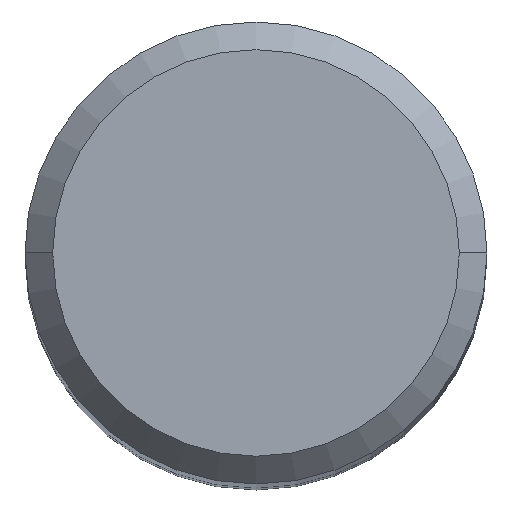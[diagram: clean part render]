
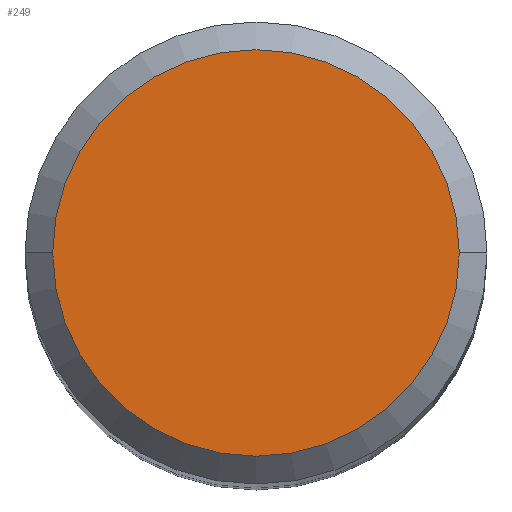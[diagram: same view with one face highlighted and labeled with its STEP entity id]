
A CAD part, top view. The second image highlights one B-rep face of the part: STEP entity #249.
In plain terms, the highlighted planar face has unit normal (0, 0, 1).
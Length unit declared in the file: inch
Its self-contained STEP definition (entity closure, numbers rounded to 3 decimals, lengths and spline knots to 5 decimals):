
#3 = EDGE_LOOP ( 'NONE', ( #300, #4 ) ) ;
#4 = ORIENTED_EDGE ( 'NONE', *, *, #93, .T. ) ;
#25 = VERTEX_POINT ( 'NONE', #132 ) ;
#63 = FACE_OUTER_BOUND ( 'NONE', #3, .T. ) ;
#93 = EDGE_CURVE ( 'NONE', #201, #25, #159, .T. ) ;
#101 = DIRECTION ( 'NONE',  ( 1., 0., 0. ) ) ;
#129 = CARTESIAN_POINT ( 'NONE',  ( 0., 0., 2. ) ) ;
#132 = CARTESIAN_POINT ( 'NONE',  ( -0.11, 0., 2. ) ) ;
#134 = DIRECTION ( 'NONE',  ( 0., 0., 1. ) ) ;
#135 = CARTESIAN_POINT ( 'NONE',  ( 0., 0., 2. ) ) ;
#158 = EDGE_CURVE ( 'NONE', #25, #201, #189, .T. ) ;
#159 = CIRCLE ( 'NONE', #289, 0.11 ) ;
#168 = CARTESIAN_POINT ( 'NONE',  ( 0., 0., 2. ) ) ;
#171 = AXIS2_PLACEMENT_3D ( 'NONE', #168, #187, #286 ) ;
#187 = DIRECTION ( 'NONE',  ( 0., 0., 1. ) ) ;
#189 = CIRCLE ( 'NONE', #226, 0.11 ) ;
#201 = VERTEX_POINT ( 'NONE', #238 ) ;
#226 = AXIS2_PLACEMENT_3D ( 'NONE', #135, #234, #229 ) ;
#229 = DIRECTION ( 'NONE',  ( 1., 0., 0. ) ) ;
#234 = DIRECTION ( 'NONE',  ( 0., 0., 1. ) ) ;
#236 = PLANE ( 'NONE',  #171 ) ;
#238 = CARTESIAN_POINT ( 'NONE',  ( 0.11, 0., 2. ) ) ;
#249 = ADVANCED_FACE ( 'NONE', ( #63 ), #236, .T. ) ;
#286 = DIRECTION ( 'NONE',  ( 1., 0., 0. ) ) ;
#289 = AXIS2_PLACEMENT_3D ( 'NONE', #129, #134, #101 ) ;
#300 = ORIENTED_EDGE ( 'NONE', *, *, #158, .T. ) ;
